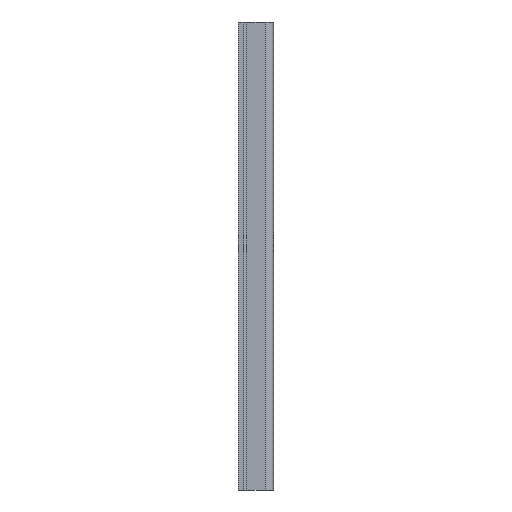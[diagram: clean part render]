
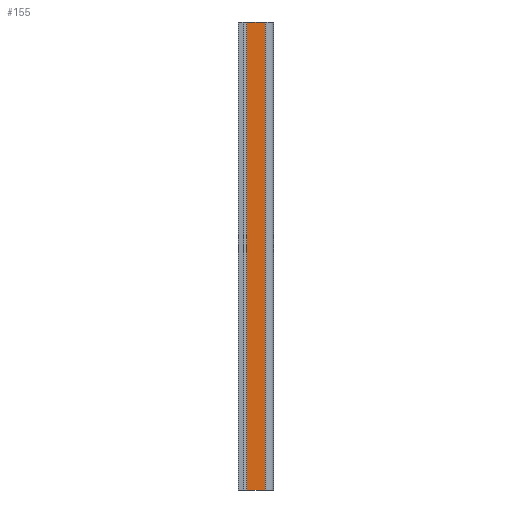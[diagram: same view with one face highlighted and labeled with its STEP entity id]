
A CAD part, left-side view. The second image highlights one B-rep face of the part: STEP entity #155.
In plain terms, the highlighted planar face has unit normal (-1, 0, 0).
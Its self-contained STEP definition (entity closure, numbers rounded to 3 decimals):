
#40 = DIRECTION ( 'NONE',  ( 0., -1., 0. ) ) ;
#86 = DIRECTION ( 'NONE',  ( 0., 1., 0. ) ) ;
#125 = CARTESIAN_POINT ( 'NONE',  ( 0., 1.8, 100. ) ) ;
#155 = ADVANCED_FACE ( 'NONE', ( #1011 ), #511, .F. ) ;
#171 = CARTESIAN_POINT ( 'NONE',  ( 0., 5.7, 0. ) ) ;
#185 = CARTESIAN_POINT ( 'NONE',  ( 0., 1.8, 0. ) ) ;
#249 = ORIENTED_EDGE ( 'NONE', *, *, #977, .T. ) ;
#376 = VERTEX_POINT ( 'NONE', #895 ) ;
#380 = LINE ( 'NONE', #171, #1268 ) ;
#387 = DIRECTION ( 'NONE',  ( 0., 0., 1. ) ) ;
#420 = VERTEX_POINT ( 'NONE', #1316 ) ;
#450 = VECTOR ( 'NONE', #495, 1000. ) ;
#490 = CARTESIAN_POINT ( 'NONE',  ( 0., 6.5, 100. ) ) ;
#495 = DIRECTION ( 'NONE',  ( 0., 0., 1. ) ) ;
#511 = PLANE ( 'NONE',  #636 ) ;
#561 = ORIENTED_EDGE ( 'NONE', *, *, #1029, .F. ) ;
#596 = DIRECTION ( 'NONE',  ( 1., 0., 0. ) ) ;
#602 = VERTEX_POINT ( 'NONE', #125 ) ;
#636 = AXIS2_PLACEMENT_3D ( 'NONE', #690, #596, #86 ) ;
#690 = CARTESIAN_POINT ( 'NONE',  ( 0., 6.5, 0. ) ) ;
#743 = VECTOR ( 'NONE', #40, 1000. ) ;
#790 = LINE ( 'NONE', #490, #929 ) ;
#791 = EDGE_CURVE ( 'NONE', #1145, #376, #1252, .T. ) ;
#850 = CARTESIAN_POINT ( 'NONE',  ( 0., 6.5, 0. ) ) ;
#871 = CARTESIAN_POINT ( 'NONE',  ( 0., 5.7, 0. ) ) ;
#895 = CARTESIAN_POINT ( 'NONE',  ( 0., 1.8, 0. ) ) ;
#929 = VECTOR ( 'NONE', #1213, 1000. ) ;
#941 = EDGE_CURVE ( 'NONE', #420, #602, #790, .T. ) ;
#977 = EDGE_CURVE ( 'NONE', #376, #602, #1090, .T. ) ;
#1011 = FACE_OUTER_BOUND ( 'NONE', #1282, .T. ) ;
#1029 = EDGE_CURVE ( 'NONE', #1145, #420, #380, .T. ) ;
#1071 = ORIENTED_EDGE ( 'NONE', *, *, #791, .T. ) ;
#1090 = LINE ( 'NONE', #185, #450 ) ;
#1145 = VERTEX_POINT ( 'NONE', #871 ) ;
#1213 = DIRECTION ( 'NONE',  ( 0., -1., 0. ) ) ;
#1252 = LINE ( 'NONE', #850, #743 ) ;
#1268 = VECTOR ( 'NONE', #387, 1000. ) ;
#1278 = ORIENTED_EDGE ( 'NONE', *, *, #941, .F. ) ;
#1282 = EDGE_LOOP ( 'NONE', ( #249, #1278, #561, #1071 ) ) ;
#1316 = CARTESIAN_POINT ( 'NONE',  ( 0., 5.7, 100. ) ) ;
